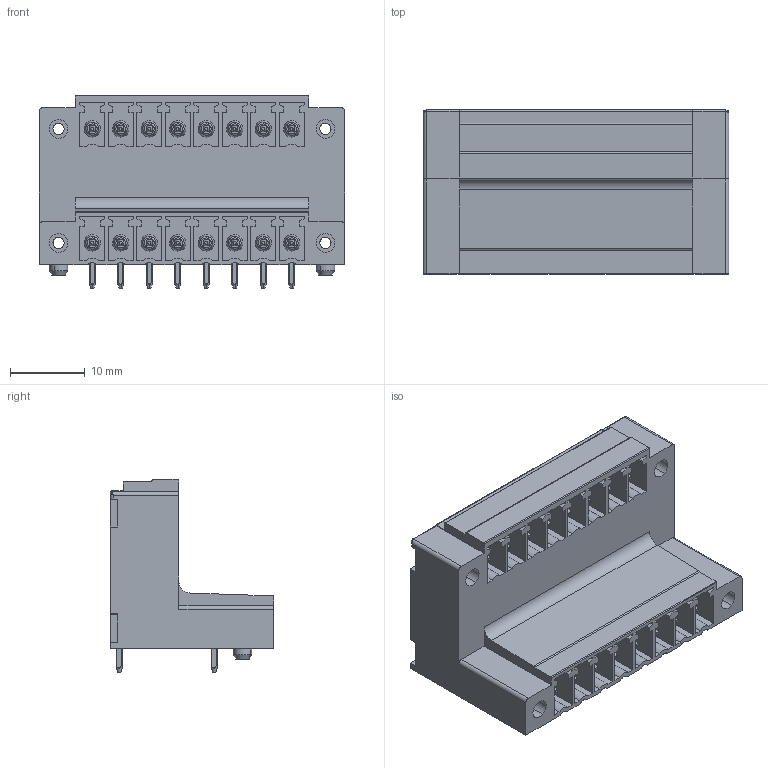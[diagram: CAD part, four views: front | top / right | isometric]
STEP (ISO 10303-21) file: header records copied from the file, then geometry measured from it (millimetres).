
FILE_DESCRIPTION(('CATIA V5 STEP Exchange','CAx-IF Rec.Pracs.--- Model Styling and Organization---1.2---2011-12-15'),'2;1');
FILE_NAME ('D1447282_0', '2018-10-13T11:51:44+00:00', ('none'), ('Weidmueller'), 'CATIA Version 5-6 Release 2014', 'CATIA V5 STEP AP214', 'none');
FILE_SCHEMA(('AUTOMOTIVE_DESIGN { 1 0 10303 214 1 1 1 1 }'));
Length unit declared in the file: millimetre
Products named in the file (1): 1034040000
Bounding box: 40.87 x 21.9 x 25.9 mm (x, y, z)
Volume: 7905.1 mm3; surface area: 9866.4 mm2
Topology: 17 solids, 17 shells, 1148 faces, 3128 edges, 2054 vertices
Faces by surface type: plane 703, cylinder 307, cone 88, torus 32, revolution 16, bspline 2
Entity records: 35956 total; most frequent: CARTESIAN_POINT 9875, ORIENTED_EDGE 6252, DIRECTION 3807, EDGE_CURVE 3126, VECTOR 2160, LINE 2160, VERTEX_POINT 2054, EDGE_LOOP 1230
